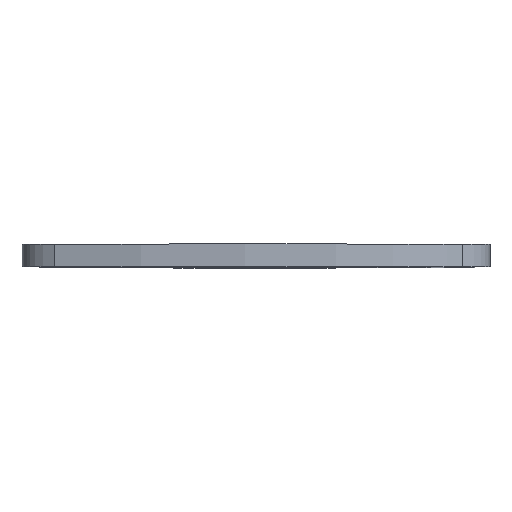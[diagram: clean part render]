
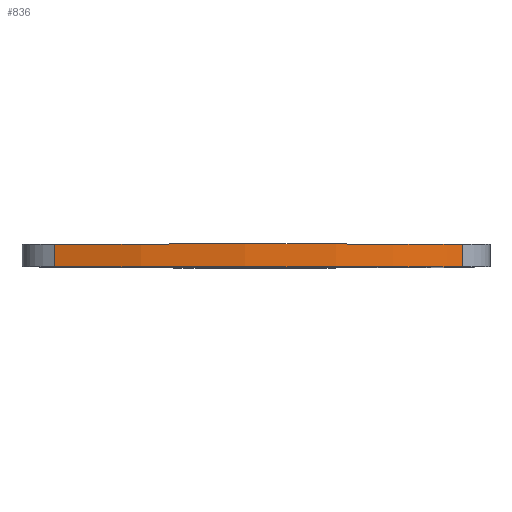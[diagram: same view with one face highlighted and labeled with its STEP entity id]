
A CAD part, top view. The second image highlights one B-rep face of the part: STEP entity #836.
In plain terms, the highlighted free-form (B-spline) face has degree [3, 1] with [4, 2] control points.
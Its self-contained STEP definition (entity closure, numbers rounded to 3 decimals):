
#124 = CARTESIAN_POINT ( 'NONE',  ( 26.291, 3.175, 23.634 ) ) ;
#706 = CARTESIAN_POINT ( 'NONE',  ( 13.508, 0., 33.902 ) ) ;
#755 = VERTEX_POINT ( 'NONE', #7615 ) ;
#836 = ADVANCED_FACE ( 'NONE', ( #2446 ), #4670, .T. ) ;
#993 = EDGE_LOOP ( 'NONE', ( #2711, #7198, #3379, #1333 ) ) ;
#1284 = CARTESIAN_POINT ( 'NONE',  ( -30.769, 3.175, 26.624 ) ) ;
#1333 = ORIENTED_EDGE ( 'NONE', *, *, #7435, .F. ) ;
#1345 = CARTESIAN_POINT ( 'NONE',  ( -30.769, 3.175, 26.624 ) ) ;
#1346 = DIRECTION ( 'NONE',  ( 0., -1., 0. ) ) ;
#1418 = VERTEX_POINT ( 'NONE', #4706 ) ;
#1606 = CARTESIAN_POINT ( 'NONE',  ( 26.291, 0., 23.634 ) ) ;
#1677 = EDGE_CURVE ( 'NONE', #6956, #755, #4425, .T. ) ;
#1906 = CARTESIAN_POINT ( 'NONE',  ( -30.769, 0., 26.624 ) ) ;
#2025 = CARTESIAN_POINT ( 'NONE',  ( 13.508, 3.175, 33.902 ) ) ;
#2186 = CARTESIAN_POINT ( 'NONE',  ( -30.769, 0., 26.624 ) ) ;
#2446 = FACE_OUTER_BOUND ( 'NONE', #993, .T. ) ;
#2711 = ORIENTED_EDGE ( 'NONE', *, *, #5030, .F. ) ;
#3057 = CARTESIAN_POINT ( 'NONE',  ( 13.508, 3.175, 33.902 ) ) ;
#3379 = ORIENTED_EDGE ( 'NONE', *, *, #1677, .T. ) ;
#3520 = CARTESIAN_POINT ( 'NONE',  ( -30.769, 0., 26.624 ) ) ;
#3632 = CARTESIAN_POINT ( 'NONE',  ( -15.878, 0., 31.414 ) ) ;
#3760 = VECTOR ( 'NONE', #4253, 1000. ) ;
#4108 = B_SPLINE_CURVE_WITH_KNOTS ( 'NONE', 3,
 ( #4963, #7320, #2025, #4376 ),
 .UNSPECIFIED., .F., .F.,
 ( 4, 4 ),
 ( 0., 1. ),
 .UNSPECIFIED. ) ;
#4253 = DIRECTION ( 'NONE',  ( 0., 1., 0. ) ) ;
#4266 = EDGE_CURVE ( 'NONE', #6956, #6431, #7193, .T. ) ;
#4275 = LINE ( 'NONE', #6647, #4521 ) ;
#4376 = CARTESIAN_POINT ( 'NONE',  ( 26.291, 3.175, 23.634 ) ) ;
#4425 = B_SPLINE_CURVE_WITH_KNOTS ( 'NONE', 3,
 ( #2186, #4545, #6903, #1606 ),
 .UNSPECIFIED., .F., .F.,
 ( 4, 4 ),
 ( 0., 1. ),
 .UNSPECIFIED. ) ;
#4521 = VECTOR ( 'NONE', #1346, 1000. ) ;
#4545 = CARTESIAN_POINT ( 'NONE',  ( -15.878, 0., 31.414 ) ) ;
#4670 = B_SPLINE_SURFACE_WITH_KNOTS ( 'NONE', 3, 1, ( 
 ( #6585, #1284 ),
 ( #3632, #6007 ),
 ( #706, #3057 ),
 ( #5416, #124 ) ),
 .UNSPECIFIED., .F., .F., .F.,
 ( 4, 4 ),
 ( 2, 2 ),
 ( 0., 1. ),
 ( 0., 1. ),
 .UNSPECIFIED. ) ;
#4706 = CARTESIAN_POINT ( 'NONE',  ( 26.291, 3.175, 23.634 ) ) ;
#4963 = CARTESIAN_POINT ( 'NONE',  ( -30.769, 3.175, 26.624 ) ) ;
#5030 = EDGE_CURVE ( 'NONE', #6431, #1418, #4108, .T. ) ;
#5416 = CARTESIAN_POINT ( 'NONE',  ( 26.291, 0., 23.634 ) ) ;
#6007 = CARTESIAN_POINT ( 'NONE',  ( -15.878, 3.175, 31.414 ) ) ;
#6431 = VERTEX_POINT ( 'NONE', #1345 ) ;
#6585 = CARTESIAN_POINT ( 'NONE',  ( -30.769, 0., 26.624 ) ) ;
#6647 = CARTESIAN_POINT ( 'NONE',  ( 26.291, 3.175, 23.634 ) ) ;
#6903 = CARTESIAN_POINT ( 'NONE',  ( 13.508, 0., 33.902 ) ) ;
#6956 = VERTEX_POINT ( 'NONE', #3520 ) ;
#7193 = LINE ( 'NONE', #1906, #3760 ) ;
#7198 = ORIENTED_EDGE ( 'NONE', *, *, #4266, .F. ) ;
#7320 = CARTESIAN_POINT ( 'NONE',  ( -15.878, 3.175, 31.414 ) ) ;
#7435 = EDGE_CURVE ( 'NONE', #1418, #755, #4275, .T. ) ;
#7615 = CARTESIAN_POINT ( 'NONE',  ( 26.291, 0., 23.634 ) ) ;
